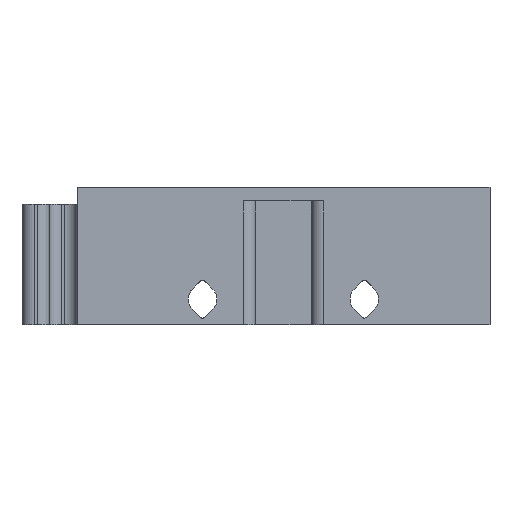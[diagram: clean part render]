
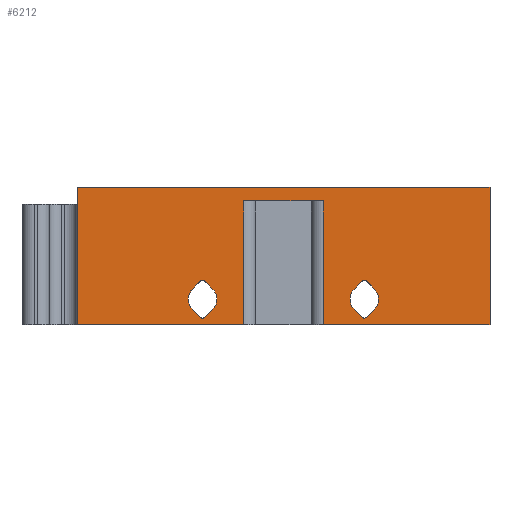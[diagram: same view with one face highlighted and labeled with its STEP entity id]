
A CAD part, front view. The second image highlights one B-rep face of the part: STEP entity #6212.
In plain terms, the highlighted planar face has unit normal (0, -1, 0).
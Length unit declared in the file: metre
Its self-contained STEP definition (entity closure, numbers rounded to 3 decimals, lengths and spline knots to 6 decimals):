
#213=CIRCLE('',#6561,0.0004);
#221=CIRCLE('',#6577,0.002075);
#229=CIRCLE('',#6589,0.002075);
#234=CIRCLE('',#6622,0.0004);
#247=CIRCLE('',#6638,0.002075);
#257=CIRCLE('',#6662,0.002075);
#258=CIRCLE('',#6663,0.0004);
#259=CIRCLE('',#6664,0.0004);
#911=ORIENTED_EDGE('',*,*,#2754,.T.);
#912=ORIENTED_EDGE('',*,*,#2300,.F.);
#913=ORIENTED_EDGE('',*,*,#2755,.T.);
#914=ORIENTED_EDGE('',*,*,#2393,.T.);
#915=ORIENTED_EDGE('',*,*,#2756,.F.);
#916=ORIENTED_EDGE('',*,*,#2757,.T.);
#917=ORIENTED_EDGE('',*,*,#2758,.T.);
#918=ORIENTED_EDGE('',*,*,#2377,.T.);
#919=ORIENTED_EDGE('',*,*,#2759,.F.);
#920=ORIENTED_EDGE('',*,*,#2760,.T.);
#921=ORIENTED_EDGE('',*,*,#2761,.F.);
#922=ORIENTED_EDGE('',*,*,#2714,.F.);
#923=ORIENTED_EDGE('',*,*,#2708,.F.);
#924=ORIENTED_EDGE('',*,*,#2679,.F.);
#925=ORIENTED_EDGE('',*,*,#2688,.F.);
#926=ORIENTED_EDGE('',*,*,#2762,.T.);
#927=ORIENTED_EDGE('',*,*,#2577,.F.);
#928=ORIENTED_EDGE('',*,*,#2590,.T.);
#929=ORIENTED_EDGE('',*,*,#2602,.T.);
#930=ORIENTED_EDGE('',*,*,#2614,.T.);
#931=ORIENTED_EDGE('',*,*,#2633,.T.);
#932=ORIENTED_EDGE('',*,*,#2763,.T.);
#933=ORIENTED_EDGE('',*,*,#2651,.F.);
#934=ORIENTED_EDGE('',*,*,#2625,.T.);
#2300=EDGE_CURVE('',#3252,#3253,#3874,.F.);
#2377=EDGE_CURVE('',#3330,#3329,#3927,.F.);
#2393=EDGE_CURVE('',#3346,#3345,#3935,.F.);
#2577=EDGE_CURVE('',#3509,#3506,#4077,.T.);
#2590=EDGE_CURVE('',#3509,#3519,#213,.T.);
#2602=EDGE_CURVE('',#3519,#3527,#4094,.T.);
#2614=EDGE_CURVE('',#3527,#3535,#221,.T.);
#2625=EDGE_CURVE('',#3543,#3506,#229,.T.);
#2633=EDGE_CURVE('',#3535,#3548,#4108,.T.);
#2651=EDGE_CURVE('',#3543,#3563,#4119,.T.);
#2679=EDGE_CURVE('',#3587,#3584,#4141,.T.);
#2688=EDGE_CURVE('',#3596,#3587,#234,.F.);
#2708=EDGE_CURVE('',#3584,#3608,#247,.F.);
#2714=EDGE_CURVE('',#3608,#3614,#4157,.T.);
#2754=EDGE_CURVE('',#3329,#3253,#4184,.T.);
#2755=EDGE_CURVE('',#3252,#3346,#4185,.F.);
#2756=EDGE_CURVE('',#3645,#3345,#4186,.T.);
#2757=EDGE_CURVE('',#3645,#3646,#4187,.F.);
#2758=EDGE_CURVE('',#3646,#3330,#4188,.F.);
#2759=EDGE_CURVE('',#3647,#3648,#257,.F.);
#2760=EDGE_CURVE('',#3647,#3649,#4189,.T.);
#2761=EDGE_CURVE('',#3614,#3649,#258,.F.);
#2762=EDGE_CURVE('',#3596,#3648,#4190,.T.);
#2763=EDGE_CURVE('',#3548,#3563,#259,.T.);
#3252=VERTEX_POINT('',#8647);
#3253=VERTEX_POINT('',#8649);
#3329=VERTEX_POINT('',#8850);
#3330=VERTEX_POINT('',#8852);
#3345=VERTEX_POINT('',#8882);
#3346=VERTEX_POINT('',#8884);
#3506=VERTEX_POINT('',#9266);
#3509=VERTEX_POINT('',#9271);
#3519=VERTEX_POINT('',#9298);
#3527=VERTEX_POINT('',#9322);
#3535=VERTEX_POINT('',#9346);
#3543=VERTEX_POINT('',#9370);
#3548=VERTEX_POINT('',#9384);
#3563=VERTEX_POINT('',#9422);
#3584=VERTEX_POINT('',#9474);
#3587=VERTEX_POINT('',#9479);
#3596=VERTEX_POINT('',#9499);
#3608=VERTEX_POINT('',#9533);
#3614=VERTEX_POINT('',#9549);
#3645=VERTEX_POINT('',#9627);
#3646=VERTEX_POINT('',#9629);
#3647=VERTEX_POINT('',#9632);
#3648=VERTEX_POINT('',#9633);
#3649=VERTEX_POINT('',#9635);
#3874=LINE('',#8648,#4556);
#3927=LINE('',#8851,#4609);
#3935=LINE('',#8883,#4617);
#4077=LINE('',#9272,#4759);
#4094=LINE('',#9323,#4776);
#4108=LINE('',#9385,#4790);
#4119=LINE('',#9421,#4801);
#4141=LINE('',#9480,#4823);
#4157=LINE('',#9548,#4839);
#4184=LINE('',#9624,#4866);
#4185=LINE('',#9625,#4867);
#4186=LINE('',#9626,#4868);
#4187=LINE('',#9628,#4869);
#4188=LINE('',#9630,#4870);
#4189=LINE('',#9634,#4871);
#4190=LINE('',#9637,#4872);
#4556=VECTOR('',#6971,1.);
#4609=VECTOR('',#7026,1.);
#4617=VECTOR('',#7050,1.);
#4759=VECTOR('',#7338,1.);
#4776=VECTOR('',#7387,1.);
#4790=VECTOR('',#7455,1.);
#4801=VECTOR('',#7488,1.);
#4823=VECTOR('',#7534,1.);
#4839=VECTOR('',#7602,1.);
#4866=VECTOR('',#7665,1.);
#4867=VECTOR('',#7666,1.);
#4868=VECTOR('',#7667,1.);
#4869=VECTOR('',#7668,1.);
#4870=VECTOR('',#7669,1.);
#4871=VECTOR('',#7672,1.);
#4872=VECTOR('',#7675,1.);
#5329=EDGE_LOOP('',(#911,#912,#913,#914,#915,#916,#917,#918));
#5330=EDGE_LOOP('',(#919,#920,#921,#922,#923,#924,#925,#926));
#5331=EDGE_LOOP('',(#927,#928,#929,#930,#931,#932,#933,#934));
#5677=FACE_BOUND('',#5329,.T.);
#5678=FACE_BOUND('',#5330,.T.);
#5679=FACE_BOUND('',#5331,.T.);
#5979=PLANE('',#6661);
#6212=ADVANCED_FACE('',(#5677,#5678,#5679),#5979,.F.);
#6561=AXIS2_PLACEMENT_3D('',#9299,#7364,#7365);
#6577=AXIS2_PLACEMENT_3D('',#9347,#7412,#7413);
#6589=AXIS2_PLACEMENT_3D('',#9369,#7439,#7440);
#6622=AXIS2_PLACEMENT_3D('',#9500,#7549,#7550);
#6638=AXIS2_PLACEMENT_3D('',#9536,#7588,#7589);
#6661=AXIS2_PLACEMENT_3D('',#9623,#7663,#7664);
#6662=AXIS2_PLACEMENT_3D('',#9631,#7670,#7671);
#6663=AXIS2_PLACEMENT_3D('',#9636,#7673,#7674);
#6664=AXIS2_PLACEMENT_3D('',#9638,#7676,#7677);
#6971=DIRECTION('',(-1.,0.,0.));
#7026=DIRECTION('',(-1.,0.,0.));
#7050=DIRECTION('',(-1.,0.,0.));
#7338=DIRECTION('',(0.707,0.,0.707));
#7364=DIRECTION('',(0.,1.,0.));
#7365=DIRECTION('',(-1.,0.,0.));
#7387=DIRECTION('',(-0.707,0.,0.707));
#7412=DIRECTION('',(0.,1.,0.));
#7413=DIRECTION('',(-1.,0.,0.));
#7439=DIRECTION('',(0.,1.,0.));
#7440=DIRECTION('',(-1.,0.,0.));
#7455=DIRECTION('',(0.707,0.,0.707));
#7488=DIRECTION('',(-0.707,0.,0.707));
#7534=DIRECTION('',(0.707,0.,0.707));
#7549=DIRECTION('',(0.,1.,0.));
#7550=DIRECTION('',(-1.,0.,0.));
#7588=DIRECTION('',(0.,1.,0.));
#7589=DIRECTION('',(-1.,0.,0.));
#7602=DIRECTION('',(-0.707,0.,0.707));
#7663=DIRECTION('',(0.,1.,0.));
#7664=DIRECTION('',(-1.,0.,0.));
#7665=DIRECTION('',(0.,0.,1.));
#7666=DIRECTION('',(0.,0.,1.));
#7667=DIRECTION('',(0.,0.,-1.));
#7668=DIRECTION('',(-1.,0.,0.));
#7669=DIRECTION('',(0.,0.,1.));
#7670=DIRECTION('',(0.,1.,0.));
#7671=DIRECTION('',(-1.,0.,0.));
#7672=DIRECTION('',(0.707,0.,0.707));
#7673=DIRECTION('',(0.,1.,0.));
#7674=DIRECTION('',(-1.,0.,0.));
#7675=DIRECTION('',(-0.707,0.,0.707));
#7676=DIRECTION('',(0.,1.,0.));
#7677=DIRECTION('',(-1.,0.,0.));
#8647=CARTESIAN_POINT('',(1.590025,0.810025,0.38));
#8648=CARTESIAN_POINT('',(1.662111,0.810025,0.38));
#8649=CARTESIAN_POINT('',(1.65,0.810025,0.38));
#8850=CARTESIAN_POINT('',(1.65,0.810025,0.36));
#8851=CARTESIAN_POINT('',(1.662111,0.810025,0.36));
#8852=CARTESIAN_POINT('',(1.625778,0.810025,0.36));
#8882=CARTESIAN_POINT('',(1.614222,0.810025,0.36));
#8883=CARTESIAN_POINT('',(1.662111,0.810025,0.36));
#8884=CARTESIAN_POINT('',(1.590025,0.810025,0.36));
#9266=CARTESIAN_POINT('',(1.633201,0.810025,0.362266));
#9271=CARTESIAN_POINT('',(1.632016,0.810025,0.361082));
#9272=CARTESIAN_POINT('',(1.656523,0.810025,0.385588));
#9298=CARTESIAN_POINT('',(1.631451,0.810025,0.361082));
#9299=CARTESIAN_POINT('',(1.631733,0.810025,0.361365));
#9322=CARTESIAN_POINT('',(1.630266,0.810025,0.362266));
#9323=CARTESIAN_POINT('',(1.637322,0.810025,0.355211));
#9346=CARTESIAN_POINT('',(1.630266,0.810025,0.365201));
#9347=CARTESIAN_POINT('',(1.631733,0.810025,0.363733));
#9369=CARTESIAN_POINT('',(1.631733,0.810025,0.363733));
#9370=CARTESIAN_POINT('',(1.633201,0.810025,0.365201));
#9384=CARTESIAN_POINT('',(1.631451,0.810025,0.366385));
#9385=CARTESIAN_POINT('',(1.653588,0.810025,0.388523));
#9421=CARTESIAN_POINT('',(1.640256,0.810025,0.358145));
#9422=CARTESIAN_POINT('',(1.632016,0.810025,0.366385));
#9474=CARTESIAN_POINT('',(1.609734,0.810025,0.362266));
#9479=CARTESIAN_POINT('',(1.608549,0.810025,0.361082));
#9480=CARTESIAN_POINT('',(1.644789,0.810025,0.397322));
#9499=CARTESIAN_POINT('',(1.607984,0.810025,0.361082));
#9500=CARTESIAN_POINT('',(1.608267,0.810025,0.361365));
#9533=CARTESIAN_POINT('',(1.609734,0.810025,0.365201));
#9536=CARTESIAN_POINT('',(1.608267,0.810025,0.363733));
#9548=CARTESIAN_POINT('',(1.628523,0.810025,0.346412));
#9549=CARTESIAN_POINT('',(1.608549,0.810025,0.366385));
#9623=CARTESIAN_POINT('',(1.662111,0.810025,0.38));
#9624=CARTESIAN_POINT('',(1.65,0.810025,0.38));
#9625=CARTESIAN_POINT('',(1.590025,0.810025,0.38));
#9626=CARTESIAN_POINT('',(1.614222,0.810025,0.38));
#9627=CARTESIAN_POINT('',(1.614222,0.810025,0.378));
#9628=CARTESIAN_POINT('',(1.662111,0.810025,0.378));
#9629=CARTESIAN_POINT('',(1.625778,0.810025,0.378));
#9630=CARTESIAN_POINT('',(1.625778,0.810025,0.38));
#9631=CARTESIAN_POINT('',(1.608267,0.810025,0.363733));
#9632=CARTESIAN_POINT('',(1.606799,0.810025,0.365201));
#9633=CARTESIAN_POINT('',(1.606799,0.810025,0.362266));
#9634=CARTESIAN_POINT('',(1.641855,0.810025,0.400256));
#9635=CARTESIAN_POINT('',(1.607984,0.810025,0.366385));
#9636=CARTESIAN_POINT('',(1.608267,0.810025,0.366102));
#9637=CARTESIAN_POINT('',(1.625588,0.810025,0.343477));
#9638=CARTESIAN_POINT('',(1.631733,0.810025,0.366102));
